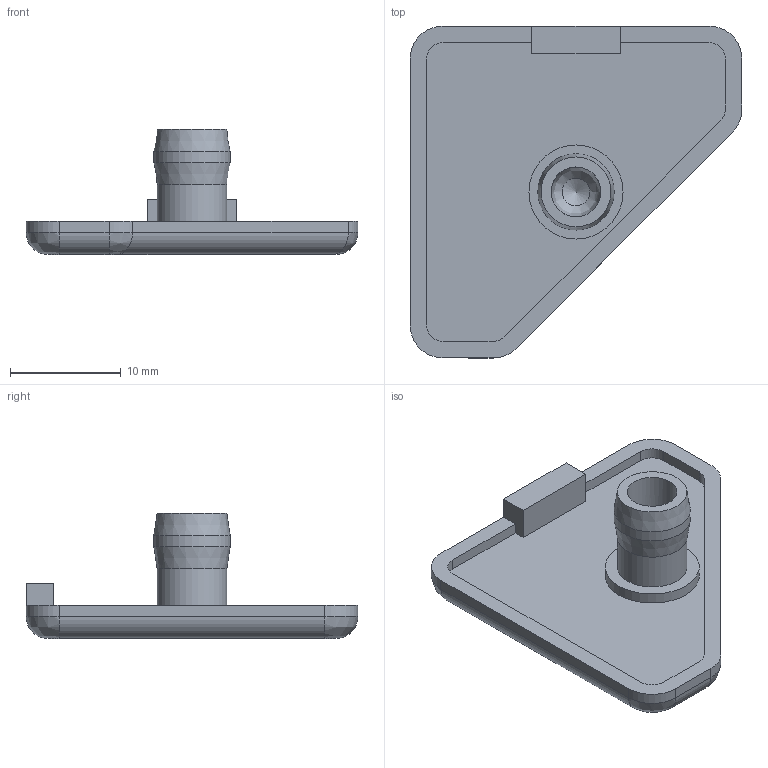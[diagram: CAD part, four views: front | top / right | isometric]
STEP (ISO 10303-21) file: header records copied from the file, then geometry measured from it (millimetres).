
FILE_DESCRIPTION((''),'2;1');
FILE_NAME('SZ0096S-A.stp','2013-08-20T11:30:49',('janine behrens'),(''),'Autodesk Inventor 2012','Autodesk Inventor 2012','');
FILE_SCHEMA(('AUTOMOTIVE_DESIGN { 1 0 10303 214 1 1 1 1 }'));
Length unit declared in the file: millimetre
Products named in the file (1): SZ0096S-A
Bounding box: 30 x 30 x 11.3 mm (x, y, z)
Volume: 1648 mm3; surface area: 2003.1 mm2
Topology: 1 solids, 1 shells, 48 faces, 117 edges, 73 vertices
Faces by surface type: plane 20, cylinder 19, bspline 6, cone 3
Full cylindrical faces by diameter (mm): 4.5 x1, 6.3 x1, 6.9 x1, 8.5 x1
Entity records: 1589 total; most frequent: CARTESIAN_POINT 457, DIRECTION 237, ORIENTED_EDGE 218, EDGE_CURVE 109, AXIS2_PLACEMENT_3D 87, VERTEX_POINT 72, VECTOR 63, LINE 63
